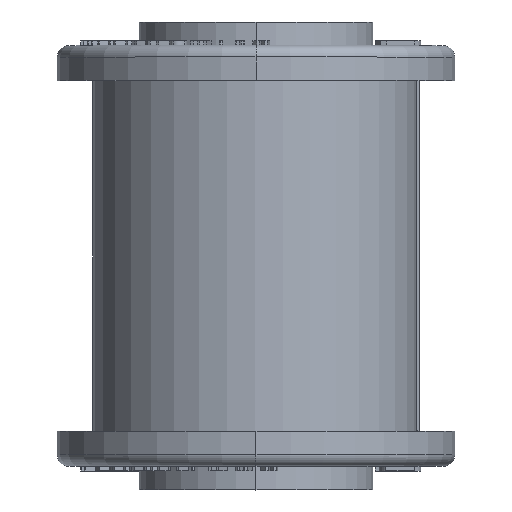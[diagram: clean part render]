
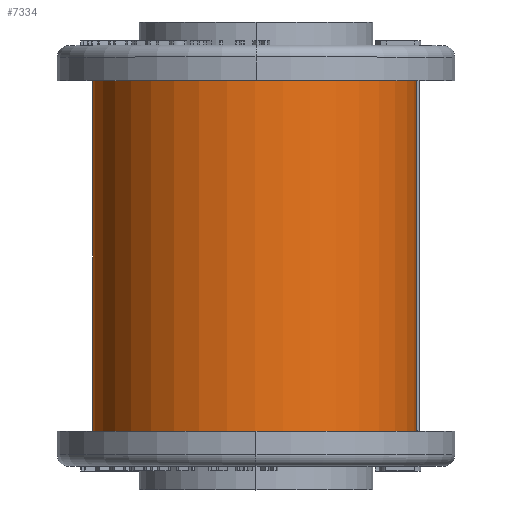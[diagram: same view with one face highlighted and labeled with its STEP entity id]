
A CAD part, top view. The second image highlights one B-rep face of the part: STEP entity #7334.
In plain terms, the highlighted cylindrical face has radius 6.925 mm (diameter 13.85 mm), a partial arc.
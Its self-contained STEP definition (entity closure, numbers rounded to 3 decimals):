
#82 = ORIENTED_EDGE ( 'NONE', *, *, #15022, .F. ) ;
#194 = VERTEX_POINT ( 'NONE', #4880 ) ;
#2023 = DIRECTION ( 'NONE',  ( 0., -1., 0. ) ) ;
#2265 = CARTESIAN_POINT ( 'NONE',  ( -6.98, 15., 0. ) ) ;
#2531 = CARTESIAN_POINT ( 'NONE',  ( -6.98, 0., 0. ) ) ;
#3066 = DIRECTION ( 'NONE',  ( 1., 0., 0. ) ) ;
#3131 = CYLINDRICAL_SURFACE ( 'NONE', #4486, 6.925 ) ;
#3307 = EDGE_CURVE ( 'NONE', #194, #7370, #11130, .T. ) ;
#3732 = AXIS2_PLACEMENT_3D ( 'NONE', #12090, #17942, #3066 ) ;
#4015 = ORIENTED_EDGE ( 'NONE', *, *, #14026, .T. ) ;
#4270 = DIRECTION ( 'NONE',  ( 1., 0., 0. ) ) ;
#4486 = AXIS2_PLACEMENT_3D ( 'NONE', #10562, #18010, #10815 ) ;
#4632 = EDGE_CURVE ( 'NONE', #14141, #19910, #16196, .T. ) ;
#4880 = CARTESIAN_POINT ( 'NONE',  ( 6.87, 15., 0. ) ) ;
#5323 = FACE_OUTER_BOUND ( 'NONE', #22729, .T. ) ;
#6205 = CARTESIAN_POINT ( 'NONE',  ( -0.055, 0., 0. ) ) ;
#7137 = CARTESIAN_POINT ( 'NONE',  ( -6.98, 15., 0. ) ) ;
#7334 = ADVANCED_FACE ( 'NONE', ( #5323 ), #3131, .T. ) ;
#7370 = VERTEX_POINT ( 'NONE', #7137 ) ;
#8212 = ORIENTED_EDGE ( 'NONE', *, *, #4632, .F. ) ;
#10562 = CARTESIAN_POINT ( 'NONE',  ( -0.055, 15., 0. ) ) ;
#10815 = DIRECTION ( 'NONE',  ( 0., 0., -1. ) ) ;
#11130 = CIRCLE ( 'NONE', #3732, 6.925 ) ;
#11500 = AXIS2_PLACEMENT_3D ( 'NONE', #6205, #15124, #4270 ) ;
#12090 = CARTESIAN_POINT ( 'NONE',  ( -0.055, 15., 0. ) ) ;
#12962 = VECTOR ( 'NONE', #2023, 1000. ) ;
#14026 = EDGE_CURVE ( 'NONE', #7370, #19910, #18726, .T. ) ;
#14141 = VERTEX_POINT ( 'NONE', #23834 ) ;
#15022 = EDGE_CURVE ( 'NONE', #194, #14141, #23136, .T. ) ;
#15124 = DIRECTION ( 'NONE',  ( 0., -1., 0. ) ) ;
#15581 = CARTESIAN_POINT ( 'NONE',  ( 6.87, 15., 0. ) ) ;
#16196 = CIRCLE ( 'NONE', #11500, 6.925 ) ;
#17942 = DIRECTION ( 'NONE',  ( 0., -1., 0. ) ) ;
#18010 = DIRECTION ( 'NONE',  ( 0., -1., 0. ) ) ;
#18726 = LINE ( 'NONE', #2265, #12962 ) ;
#19364 = DIRECTION ( 'NONE',  ( 0., -1., 0. ) ) ;
#19910 = VERTEX_POINT ( 'NONE', #2531 ) ;
#21735 = ORIENTED_EDGE ( 'NONE', *, *, #3307, .T. ) ;
#22729 = EDGE_LOOP ( 'NONE', ( #8212, #82, #21735, #4015 ) ) ;
#22918 = VECTOR ( 'NONE', #19364, 1000. ) ;
#23136 = LINE ( 'NONE', #15581, #22918 ) ;
#23834 = CARTESIAN_POINT ( 'NONE',  ( 6.87, 0., 0. ) ) ;
